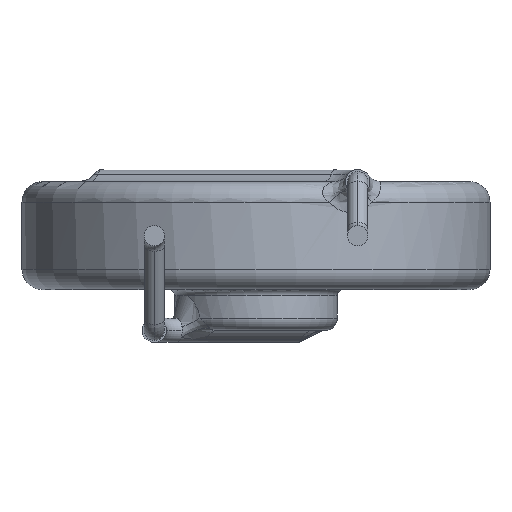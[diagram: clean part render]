
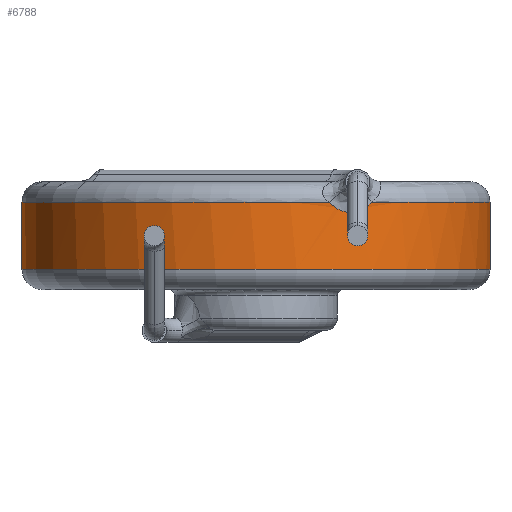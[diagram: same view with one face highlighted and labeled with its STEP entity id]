
A CAD part, front view. The second image highlights one B-rep face of the part: STEP entity #6788.
In plain terms, the highlighted cylindrical face has radius 11.5 mm (diameter 23 mm), a partial arc.
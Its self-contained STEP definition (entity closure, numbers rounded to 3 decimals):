
#444 = CARTESIAN_POINT ( 'NONE',  ( 5.674, -10.003, 1.65 ) ) ;
#728 = CARTESIAN_POINT ( 'NONE',  ( 4.463, -10.599, 1.158 ) ) ;
#750 = CARTESIAN_POINT ( 'NONE',  ( -11.5, 0., -1.65 ) ) ;
#810 = DIRECTION ( 'NONE',  ( 0., 0., -1. ) ) ;
#853 = VECTOR ( 'NONE', #10906, 1000. ) ;
#964 = AXIS2_PLACEMENT_3D ( 'NONE', #3026, #6503, #10930 ) ;
#1008 = CARTESIAN_POINT ( 'NONE',  ( -11.5, 0., 1.65 ) ) ;
#1152 = CARTESIAN_POINT ( 'NONE',  ( 0., 0., -7.293 ) ) ;
#1176 = DIRECTION ( 'NONE',  ( 0., 0., -1. ) ) ;
#1472 = CARTESIAN_POINT ( 'NONE',  ( 4.56, -10.558, 1.149 ) ) ;
#1482 = LINE ( 'NONE', #5950, #6876 ) ;
#1723 = CIRCLE ( 'NONE', #8127, 11.5 ) ;
#1857 = CARTESIAN_POINT ( 'NONE',  ( 0., 0., -1.65 ) ) ;
#1985 = VERTEX_POINT ( 'NONE', #750 ) ;
#2069 = FACE_OUTER_BOUND ( 'NONE', #10483, .T. ) ;
#2353 = ORIENTED_EDGE ( 'NONE', *, *, #10726, .T. ) ;
#2389 = CARTESIAN_POINT ( 'NONE',  ( 5.609, -10.039, 1.572 ) ) ;
#2448 = CARTESIAN_POINT ( 'NONE',  ( 5.303, -10.205, 1.329 ) ) ;
#2867 = ORIENTED_EDGE ( 'NONE', *, *, #3787, .T. ) ;
#2997 = ORIENTED_EDGE ( 'NONE', *, *, #3722, .T. ) ;
#3026 = CARTESIAN_POINT ( 'NONE',  ( 0., 0., 1.65 ) ) ;
#3118 = CARTESIAN_POINT ( 'NONE',  ( 3.6, -10.922, 1.65 ) ) ;
#3248 = CARTESIAN_POINT ( 'NONE',  ( 4.173, -10.717, 1.232 ) ) ;
#3454 = CARTESIAN_POINT ( 'NONE',  ( 11.5, 0., 1.65 ) ) ;
#3461 = CIRCLE ( 'NONE', #6575, 11.5 ) ;
#3560 = CARTESIAN_POINT ( 'NONE',  ( 5.674, -10.003, 1.65 ) ) ;
#3715 = CYLINDRICAL_SURFACE ( 'NONE', #5376, 11.5 ) ;
#3722 = EDGE_CURVE ( 'NONE', #6518, #7926, #6997, .T. ) ;
#3787 = EDGE_CURVE ( 'NONE', #7926, #8945, #8462, .T. ) ;
#4020 = LINE ( 'NONE', #7518, #853 ) ;
#4164 = CARTESIAN_POINT ( 'NONE',  ( 5.539, -10.079, 1.503 ) ) ;
#4217 = CARTESIAN_POINT ( 'NONE',  ( 4.269, -10.679, 1.199 ) ) ;
#4663 = DIRECTION ( 'NONE',  ( -1., 0., 0. ) ) ;
#5070 = CARTESIAN_POINT ( 'NONE',  ( 5.039, -10.338, 1.21 ) ) ;
#5376 = AXIS2_PLACEMENT_3D ( 'NONE', #1152, #10592, #7960 ) ;
#5943 = CARTESIAN_POINT ( 'NONE',  ( 4.753, -10.472, 1.152 ) ) ;
#5950 = CARTESIAN_POINT ( 'NONE',  ( -11.5, 0., -7.293 ) ) ;
#6098 = ORIENTED_EDGE ( 'NONE', *, *, #9170, .T. ) ;
#6503 = DIRECTION ( 'NONE',  ( 0., 0., -1. ) ) ;
#6518 = VERTEX_POINT ( 'NONE', #3454 ) ;
#6575 = AXIS2_PLACEMENT_3D ( 'NONE', #8817, #810, #10377 ) ;
#6677 = CARTESIAN_POINT ( 'NONE',  ( 3.735, -10.878, 1.488 ) ) ;
#6685 = DIRECTION ( 'NONE',  ( 0., 0., -1. ) ) ;
#6731 = CARTESIAN_POINT ( 'NONE',  ( 5.129, -10.293, 1.243 ) ) ;
#6788 = ADVANCED_FACE ( 'NONE', ( #2069 ), #3715, .T. ) ;
#6876 = VECTOR ( 'NONE', #6685, 1000. ) ;
#6997 = CIRCLE ( 'NONE', #964, 11.5 ) ;
#7075 = ORIENTED_EDGE ( 'NONE', *, *, #7242, .F. ) ;
#7242 = EDGE_CURVE ( 'NONE', #9459, #1985, #1723, .T. ) ;
#7518 = CARTESIAN_POINT ( 'NONE',  ( 11.5, 0., -7.293 ) ) ;
#7923 = CARTESIAN_POINT ( 'NONE',  ( 3.902, -10.82, 1.359 ) ) ;
#7926 = VERTEX_POINT ( 'NONE', #444 ) ;
#7960 = DIRECTION ( 'NONE',  ( -1., 0., 0. ) ) ;
#8075 = ORIENTED_EDGE ( 'NONE', *, *, #11077, .F. ) ;
#8127 = AXIS2_PLACEMENT_3D ( 'NONE', #1857, #1176, #4663 ) ;
#8459 = CARTESIAN_POINT ( 'NONE',  ( 5.386, -10.161, 1.382 ) ) ;
#8462 = B_SPLINE_CURVE_WITH_KNOTS ( 'NONE', 3,
 ( #3560, #2389, #4164, #8459, #2448, #6731, #5070, #11103, #5943, #1472, #728, #4217, #3248, #7923, #6677, #10241 ),
 .UNSPECIFIED., .F., .F.,
 ( 4, 2, 2, 2, 2, 2, 2, 4 ),
 ( 0., 0., 0.001, 0.001, 0.001, 0.002, 0.002, 0.003 ),
 .UNSPECIFIED. ) ;
#8817 = CARTESIAN_POINT ( 'NONE',  ( 0., 0., 1.65 ) ) ;
#8945 = VERTEX_POINT ( 'NONE', #3118 ) ;
#8970 = CARTESIAN_POINT ( 'NONE',  ( 11.5, 0., -1.65 ) ) ;
#9170 = EDGE_CURVE ( 'NONE', #8945, #10136, #3461, .T. ) ;
#9459 = VERTEX_POINT ( 'NONE', #8970 ) ;
#10136 = VERTEX_POINT ( 'NONE', #1008 ) ;
#10241 = CARTESIAN_POINT ( 'NONE',  ( 3.6, -10.922, 1.65 ) ) ;
#10377 = DIRECTION ( 'NONE',  ( -1., 0., 0. ) ) ;
#10483 = EDGE_LOOP ( 'NONE', ( #8075, #2997, #2867, #6098, #2353, #7075 ) ) ;
#10592 = DIRECTION ( 'NONE',  ( 0., 0., -1. ) ) ;
#10726 = EDGE_CURVE ( 'NONE', #10136, #1985, #1482, .T. ) ;
#10906 = DIRECTION ( 'NONE',  ( 0., 0., -1. ) ) ;
#10930 = DIRECTION ( 'NONE',  ( -1., 0., 0. ) ) ;
#11077 = EDGE_CURVE ( 'NONE', #6518, #9459, #4020, .T. ) ;
#11103 = CARTESIAN_POINT ( 'NONE',  ( 4.851, -10.427, 1.164 ) ) ;
